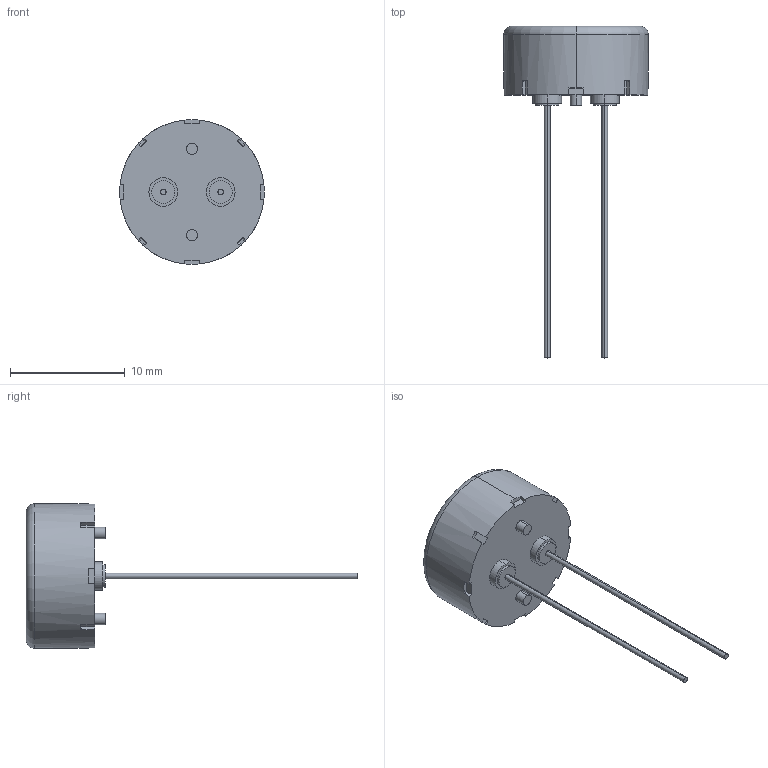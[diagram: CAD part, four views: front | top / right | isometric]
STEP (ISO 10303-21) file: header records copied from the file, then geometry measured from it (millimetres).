
FILE_DESCRIPTION (( 'STEP AP214' ), '1' );
FILE_NAME ('PKM13EPYH4000-A0.STEP', '2021-06-05T06:38:18', ( '' ), ( '' ), 'SwSTEP 2.0', 'SolidWorks 2018', '' );
FILE_SCHEMA (( 'AUTOMOTIVE_DESIGN' ));
Length unit declared in the file: millimetre
Products named in the file (2): PKM13EPYH4000-A0
Bounding box: 12.6 x 28.9 x 12.6 mm (x, y, z)
Volume: 758.9 mm3; surface area: 569.9 mm2
Topology: 1 solids, 1 shells, 81 faces, 208 edges, 138 vertices
Faces by surface type: plane 43, cylinder 36, torus 2
Entity records: 3630 total; most frequent: CARTESIAN_POINT 669, DIRECTION 434, ORIENTED_EDGE 416, EDGE_CURVE 208, AXIS2_PLACEMENT_3D 159, VERTEX_POINT 138, LINE 116, VECTOR 116
